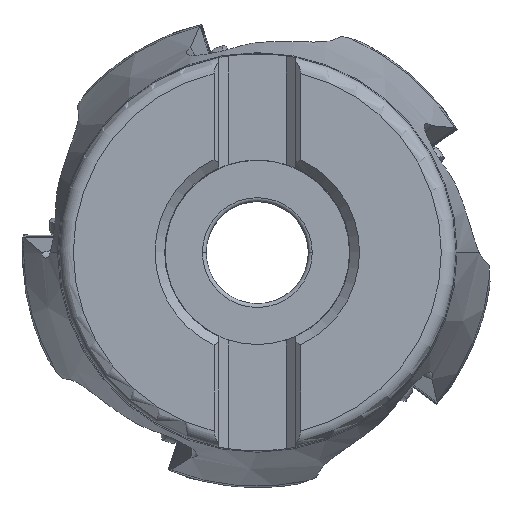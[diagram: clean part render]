
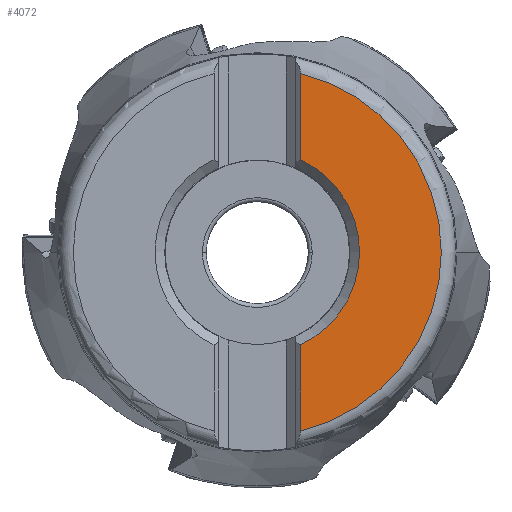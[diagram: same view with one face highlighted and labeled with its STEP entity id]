
A CAD part, top view. The second image highlights one B-rep face of the part: STEP entity #4072.
In plain terms, the highlighted planar face has unit normal (0, 0, 1).
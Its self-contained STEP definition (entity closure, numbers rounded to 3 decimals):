
#1546=LINE('',#25580,#2475);
#1547=LINE('',#25581,#2476);
#2475=VECTOR('',#18166,1.);
#2476=VECTOR('',#18167,1.);
#3324=FACE_OUTER_BOUND('',#5300,.T.);
#4072=ADVANCED_FACE('',(#3324),#4765,.T.);
#4765=PLANE('',#15743);
#5300=EDGE_LOOP('',(#7419,#7420,#7421,#7422,#7423,#7424));
#7419=ORIENTED_EDGE('',*,*,#12725,.F.);
#7420=ORIENTED_EDGE('',*,*,#12724,.F.);
#7421=ORIENTED_EDGE('',*,*,#12726,.F.);
#7422=ORIENTED_EDGE('',*,*,#12684,.F.);
#7423=ORIENTED_EDGE('',*,*,#12683,.F.);
#7424=ORIENTED_EDGE('',*,*,#12727,.F.);
#10977=VERTEX_POINT('',#25428);
#10978=VERTEX_POINT('',#25430);
#10979=VERTEX_POINT('',#25432);
#11006=VERTEX_POINT('',#25568);
#11007=VERTEX_POINT('',#25575);
#11008=VERTEX_POINT('',#25577);
#12683=EDGE_CURVE('',#10977,#10978,#14221,.T.);
#12684=EDGE_CURVE('',#10978,#10979,#14222,.T.);
#12724=EDGE_CURVE('',#11007,#11008,#14235,.T.);
#12725=EDGE_CURVE('',#11008,#11006,#14236,.T.);
#12726=EDGE_CURVE('',#10979,#11007,#1546,.T.);
#12727=EDGE_CURVE('',#11006,#10977,#1547,.T.);
#14221=CIRCLE('',#15714,19.);
#14222=CIRCLE('',#15715,19.);
#14235=CIRCLE('',#15740,10.56);
#14236=CIRCLE('',#15741,10.56);
#15714=AXIS2_PLACEMENT_3D('',#25429,#18092,#18093);
#15715=AXIS2_PLACEMENT_3D('',#25431,#18094,#18095);
#15740=AXIS2_PLACEMENT_3D('',#25576,#18160,#18161);
#15741=AXIS2_PLACEMENT_3D('',#25578,#18162,#18163);
#15743=AXIS2_PLACEMENT_3D('',#25582,#18168,#18169);
#18092=DIRECTION('',(0.,0.,-1.));
#18093=DIRECTION('',(0.235,0.972,0.));
#18094=DIRECTION('',(0.,0.,-1.));
#18095=DIRECTION('',(1.,0.,0.));
#18160=DIRECTION('',(0.,0.,1.));
#18161=DIRECTION('',(0.423,-0.906,0.));
#18162=DIRECTION('',(0.,0.,1.));
#18163=DIRECTION('',(1.,0.,0.));
#18166=DIRECTION('',(0.,1.,0.));
#18167=DIRECTION('',(0.,1.,0.));
#18168=DIRECTION('',(0.,0.,1.));
#18169=DIRECTION('',(1.,0.,0.));
#25428=CARTESIAN_POINT('',(4.47,18.467,0.));
#25429=CARTESIAN_POINT('',(0.,0.,0.));
#25430=CARTESIAN_POINT('',(19.,0.,0.));
#25431=CARTESIAN_POINT('',(0.,0.,0.));
#25432=CARTESIAN_POINT('',(4.47,-18.467,0.));
#25568=CARTESIAN_POINT('',(4.47,9.567,0.));
#25575=CARTESIAN_POINT('',(4.47,-9.567,0.));
#25576=CARTESIAN_POINT('',(0.,0.,0.));
#25577=CARTESIAN_POINT('',(10.56,0.,0.));
#25578=CARTESIAN_POINT('',(0.,0.,0.));
#25580=CARTESIAN_POINT('',(4.47,-18.467,0.));
#25581=CARTESIAN_POINT('',(4.47,9.567,0.));
#25582=CARTESIAN_POINT('',(11.735,0.,0.));
